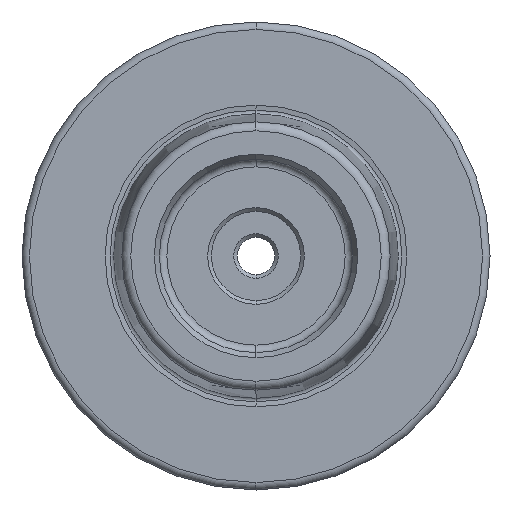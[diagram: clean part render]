
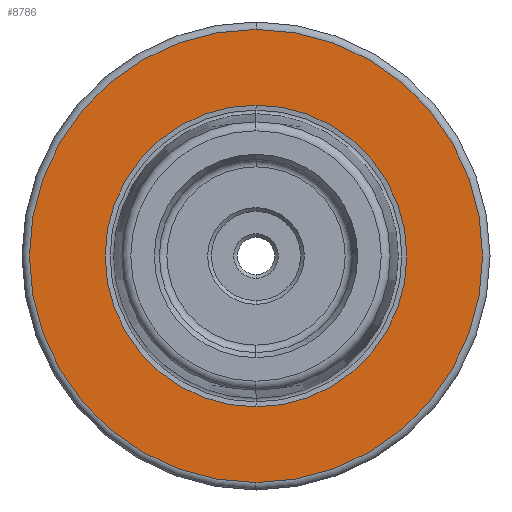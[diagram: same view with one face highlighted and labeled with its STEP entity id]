
A CAD part, left-side view. The second image highlights one B-rep face of the part: STEP entity #8786.
In plain terms, the highlighted planar face has unit normal (-1, 0, 0).
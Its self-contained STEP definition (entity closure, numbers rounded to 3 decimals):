
#63 = CARTESIAN_POINT ( 'NONE',  ( 0., 0., 30.5 ) ) ;
#103 = CARTESIAN_POINT ( 'NONE',  ( 0., 0., -30.5 ) ) ;
#592 = CARTESIAN_POINT ( 'NONE',  ( 0., 0., 20.308 ) ) ;
#738 = EDGE_CURVE ( 'NONE', #9959, #5773, #5134, .T. ) ;
#1555 = EDGE_CURVE ( 'NONE', #5860, #5883, #5159, .T. ) ;
#1600 = EDGE_CURVE ( 'NONE', #5773, #9959, #10060, .T. ) ;
#1708 = AXIS2_PLACEMENT_3D ( 'NONE', #9134, #9150, #9117 ) ;
#1713 = AXIS2_PLACEMENT_3D ( 'NONE', #9851, #9853, #9852 ) ;
#1727 = AXIS2_PLACEMENT_3D ( 'NONE', #5686, #5677, #5664 ) ;
#1963 = AXIS2_PLACEMENT_3D ( 'NONE', #11433, #11418, #11431 ) ;
#2014 = AXIS2_PLACEMENT_3D ( 'NONE', #8026, #8032, #7996 ) ;
#5020 = EDGE_LOOP ( 'NONE', ( #5244, #5221 ) ) ;
#5053 = EDGE_LOOP ( 'NONE', ( #5231, #5248 ) ) ;
#5134 = CIRCLE ( 'NONE', #1713, 20.308 ) ;
#5159 = CIRCLE ( 'NONE', #1708, 30.5 ) ;
#5221 = ORIENTED_EDGE ( 'NONE', *, *, #738, .T. ) ;
#5231 = ORIENTED_EDGE ( 'NONE', *, *, #1555, .T. ) ;
#5244 = ORIENTED_EDGE ( 'NONE', *, *, #1600, .T. ) ;
#5248 = ORIENTED_EDGE ( 'NONE', *, *, #10910, .T. ) ;
#5664 = DIRECTION ( 'NONE',  ( 0., 0., -1. ) ) ;
#5677 = DIRECTION ( 'NONE',  ( 1., 0., 0. ) ) ;
#5686 = CARTESIAN_POINT ( 'NONE',  ( 0., 0., 0. ) ) ;
#5773 = VERTEX_POINT ( 'NONE', #592 ) ;
#5860 = VERTEX_POINT ( 'NONE', #63 ) ;
#5883 = VERTEX_POINT ( 'NONE', #103 ) ;
#7917 = CARTESIAN_POINT ( 'NONE',  ( 0., 0., -20.308 ) ) ;
#7996 = DIRECTION ( 'NONE',  ( 0., 0., 1. ) ) ;
#8026 = CARTESIAN_POINT ( 'NONE',  ( 0., 0., 0. ) ) ;
#8032 = DIRECTION ( 'NONE',  ( -1., 0., 0. ) ) ;
#8786 = ADVANCED_FACE ( 'NONE', ( #10453, #10425 ), #11451, .T. ) ;
#9117 = DIRECTION ( 'NONE',  ( 0., 0., 1. ) ) ;
#9134 = CARTESIAN_POINT ( 'NONE',  ( 0., 0., 0. ) ) ;
#9150 = DIRECTION ( 'NONE',  ( -1., 0., 0. ) ) ;
#9851 = CARTESIAN_POINT ( 'NONE',  ( 0., 0., 0. ) ) ;
#9852 = DIRECTION ( 'NONE',  ( 0., 0., -1. ) ) ;
#9853 = DIRECTION ( 'NONE',  ( 1., 0., 0. ) ) ;
#9959 = VERTEX_POINT ( 'NONE', #7917 ) ;
#10060 = CIRCLE ( 'NONE', #1727, 20.308 ) ;
#10425 = FACE_BOUND ( 'NONE', #5020, .T. ) ;
#10453 = FACE_OUTER_BOUND ( 'NONE', #5053, .T. ) ;
#10558 = CIRCLE ( 'NONE', #2014, 30.5 ) ;
#10910 = EDGE_CURVE ( 'NONE', #5883, #5860, #10558, .T. ) ;
#11418 = DIRECTION ( 'NONE',  ( -1., 0., 0. ) ) ;
#11431 = DIRECTION ( 'NONE',  ( 0., 0., 1. ) ) ;
#11433 = CARTESIAN_POINT ( 'NONE',  ( 0., 20.308, 0. ) ) ;
#11451 = PLANE ( 'NONE',  #1963 ) ;
